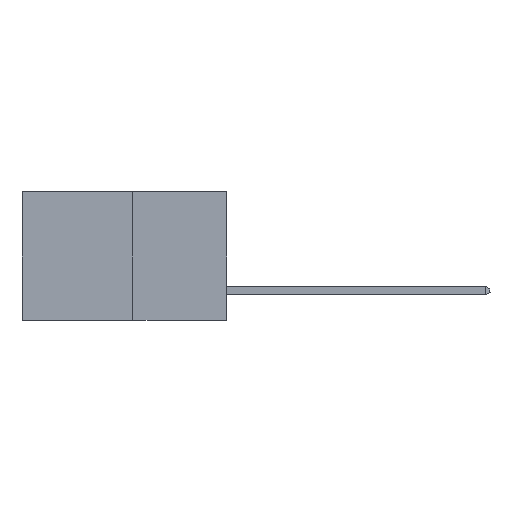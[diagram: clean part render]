
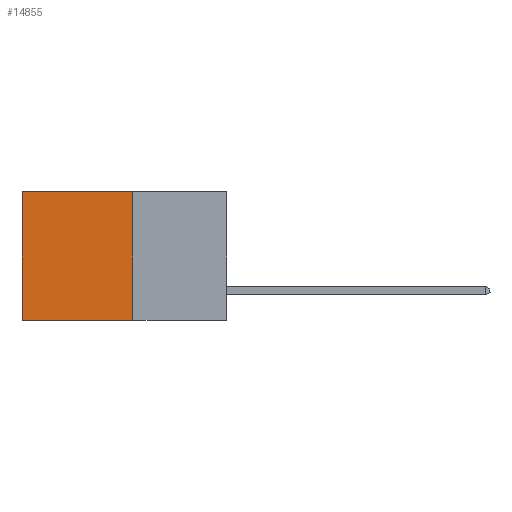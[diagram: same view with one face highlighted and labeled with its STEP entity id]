
A CAD part, left-side view. The second image highlights one B-rep face of the part: STEP entity #14855.
In plain terms, the highlighted planar face has unit normal (-1, 0, 0).
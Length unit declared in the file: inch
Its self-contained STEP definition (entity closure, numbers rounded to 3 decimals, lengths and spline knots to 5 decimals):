
#84 = CARTESIAN_POINT ( 'NONE',  ( 0.277, 0.27, 0. ) ) ;
#188 = LINE ( 'NONE', #8832, #14926 ) ;
#207 = VECTOR ( 'NONE', #3754, 39.37008 ) ;
#637 = DIRECTION ( 'NONE',  ( 0., 0., -1. ) ) ;
#714 = CARTESIAN_POINT ( 'NONE',  ( 0.277, 0.27, -0.37 ) ) ;
#1746 = ORIENTED_EDGE ( 'NONE', *, *, #6362, .T. ) ;
#3312 = LINE ( 'NONE', #3814, #207 ) ;
#3754 = DIRECTION ( 'NONE',  ( 0., 1., 0. ) ) ;
#3814 = CARTESIAN_POINT ( 'NONE',  ( 0.277, 0.27, 0. ) ) ;
#4451 = VECTOR ( 'NONE', #14763, 39.37008 ) ;
#4560 = PLANE ( 'NONE',  #7194 ) ;
#4642 = VERTEX_POINT ( 'NONE', #10322 ) ;
#5212 = ORIENTED_EDGE ( 'NONE', *, *, #10392, .F. ) ;
#5577 = ORIENTED_EDGE ( 'NONE', *, *, #5863, .T. ) ;
#5722 = VECTOR ( 'NONE', #12980, 39.37008 ) ;
#5863 = EDGE_CURVE ( 'NONE', #10364, #4642, #3312, .T. ) ;
#5962 = CARTESIAN_POINT ( 'NONE',  ( 0.277, 0.27, -0.37 ) ) ;
#6095 = VERTEX_POINT ( 'NONE', #714 ) ;
#6227 = VERTEX_POINT ( 'NONE', #8570 ) ;
#6362 = EDGE_CURVE ( 'NONE', #4642, #6227, #188, .T. ) ;
#6941 = DIRECTION ( 'NONE',  ( 1., 0., 0. ) ) ;
#7194 = AXIS2_PLACEMENT_3D ( 'NONE', #13918, #6941, #15017 ) ;
#8354 = ORIENTED_EDGE ( 'NONE', *, *, #15019, .F. ) ;
#8570 = CARTESIAN_POINT ( 'NONE',  ( 0.277, 0.59, -0.37 ) ) ;
#8832 = CARTESIAN_POINT ( 'NONE',  ( 0.277, 0.59, -0.37 ) ) ;
#8858 = LINE ( 'NONE', #5962, #5722 ) ;
#10322 = CARTESIAN_POINT ( 'NONE',  ( 0.277, 0.59, 0. ) ) ;
#10364 = VERTEX_POINT ( 'NONE', #84 ) ;
#10392 = EDGE_CURVE ( 'NONE', #6095, #6227, #8858, .T. ) ;
#10725 = LINE ( 'NONE', #13652, #4451 ) ;
#12896 = FACE_OUTER_BOUND ( 'NONE', #14279, .T. ) ;
#12980 = DIRECTION ( 'NONE',  ( 0., 1., 0. ) ) ;
#13652 = CARTESIAN_POINT ( 'NONE',  ( 0.277, 0.27, -0.37 ) ) ;
#13918 = CARTESIAN_POINT ( 'NONE',  ( 0.277, 0.27, -0.37 ) ) ;
#14279 = EDGE_LOOP ( 'NONE', ( #1746, #5212, #8354, #5577 ) ) ;
#14763 = DIRECTION ( 'NONE',  ( 0., 0., -1. ) ) ;
#14855 = ADVANCED_FACE ( 'NONE', ( #12896 ), #4560, .F. ) ;
#14926 = VECTOR ( 'NONE', #637, 39.37008 ) ;
#15017 = DIRECTION ( 'NONE',  ( 0., 0., -1. ) ) ;
#15019 = EDGE_CURVE ( 'NONE', #10364, #6095, #10725, .T. ) ;
